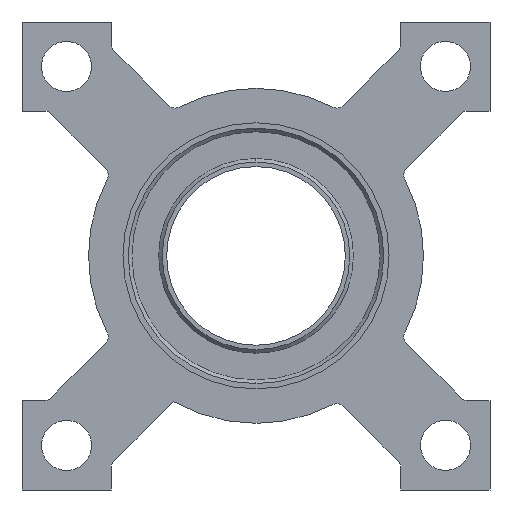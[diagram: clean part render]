
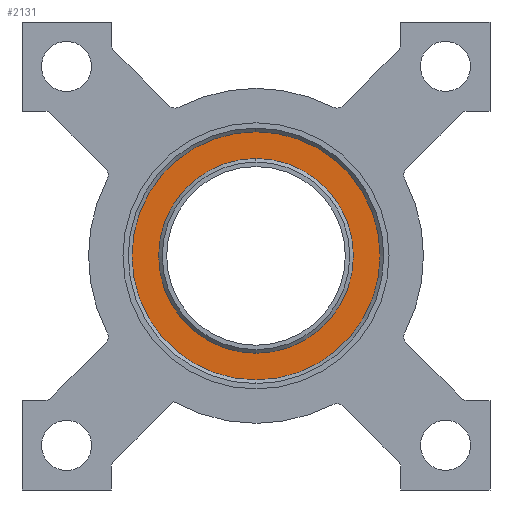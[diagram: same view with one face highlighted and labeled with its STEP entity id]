
A CAD part, front view. The second image highlights one B-rep face of the part: STEP entity #2131.
In plain terms, the highlighted planar face has unit normal (0, -1, 0).
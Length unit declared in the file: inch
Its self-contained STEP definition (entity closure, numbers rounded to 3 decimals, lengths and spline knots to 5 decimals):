
#106 = VERTEX_POINT ( 'NONE', #2533 ) ;
#127 = EDGE_CURVE ( 'NONE', #106, #2349, #755, .T. ) ;
#170 = AXIS2_PLACEMENT_3D ( 'NONE', #2086, #933, #2271 ) ;
#172 = CIRCLE ( 'NONE', #631, 0.3475 ) ;
#375 = PLANE ( 'NONE',  #2021 ) ;
#432 = DIRECTION ( 'NONE',  ( 0., -1., 0. ) ) ;
#488 = EDGE_LOOP ( 'NONE', ( #1321, #654 ) ) ;
#631 = AXIS2_PLACEMENT_3D ( 'NONE', #1061, #2428, #1284 ) ;
#654 = ORIENTED_EDGE ( 'NONE', *, *, #1429, .T. ) ;
#755 = CIRCLE ( 'NONE', #1312, 0.2725 ) ;
#848 = VERTEX_POINT ( 'NONE', #855 ) ;
#855 = CARTESIAN_POINT ( 'NONE',  ( 0., 0.0225, 0.3475 ) ) ;
#933 = DIRECTION ( 'NONE',  ( 0., -1., 0. ) ) ;
#995 = VERTEX_POINT ( 'NONE', #2050 ) ;
#997 = DIRECTION ( 'NONE',  ( 0., 0., -1. ) ) ;
#1061 = CARTESIAN_POINT ( 'NONE',  ( 0., 0.0225, 0. ) ) ;
#1177 = CIRCLE ( 'NONE', #1652, 0.3475 ) ;
#1203 = DIRECTION ( 'NONE',  ( 0., -1., 0. ) ) ;
#1255 = EDGE_LOOP ( 'NONE', ( #2563, #1504 ) ) ;
#1284 = DIRECTION ( 'NONE',  ( 0., 0., 1. ) ) ;
#1312 = AXIS2_PLACEMENT_3D ( 'NONE', #2334, #1203, #2558 ) ;
#1321 = ORIENTED_EDGE ( 'NONE', *, *, #2285, .T. ) ;
#1429 = EDGE_CURVE ( 'NONE', #848, #995, #172, .T. ) ;
#1434 = CARTESIAN_POINT ( 'NONE',  ( 0., 0.0225, 0. ) ) ;
#1504 = ORIENTED_EDGE ( 'NONE', *, *, #1981, .F. ) ;
#1515 = CARTESIAN_POINT ( 'NONE',  ( 0., 0.0225, -0.2725 ) ) ;
#1519 = FACE_OUTER_BOUND ( 'NONE', #488, .T. ) ;
#1652 = AXIS2_PLACEMENT_3D ( 'NONE', #1698, #432, #1874 ) ;
#1698 = CARTESIAN_POINT ( 'NONE',  ( 0., 0.0225, 0. ) ) ;
#1874 = DIRECTION ( 'NONE',  ( 0., 0., 1. ) ) ;
#1981 = EDGE_CURVE ( 'NONE', #2349, #106, #2014, .T. ) ;
#2014 = CIRCLE ( 'NONE', #170, 0.2725 ) ;
#2021 = AXIS2_PLACEMENT_3D ( 'NONE', #1434, #2136, #997 ) ;
#2050 = CARTESIAN_POINT ( 'NONE',  ( 0., 0.0225, -0.3475 ) ) ;
#2086 = CARTESIAN_POINT ( 'NONE',  ( 0., 0.0225, 0. ) ) ;
#2131 = ADVANCED_FACE ( 'NONE', ( #1519, #2440 ), #375, .T. ) ;
#2136 = DIRECTION ( 'NONE',  ( 0., -1., 0. ) ) ;
#2271 = DIRECTION ( 'NONE',  ( 0., 0., -1. ) ) ;
#2285 = EDGE_CURVE ( 'NONE', #995, #848, #1177, .T. ) ;
#2334 = CARTESIAN_POINT ( 'NONE',  ( 0., 0.0225, 0. ) ) ;
#2349 = VERTEX_POINT ( 'NONE', #1515 ) ;
#2428 = DIRECTION ( 'NONE',  ( 0., -1., 0. ) ) ;
#2440 = FACE_BOUND ( 'NONE', #1255, .T. ) ;
#2533 = CARTESIAN_POINT ( 'NONE',  ( 0., 0.0225, 0.2725 ) ) ;
#2558 = DIRECTION ( 'NONE',  ( 0., 0., -1. ) ) ;
#2563 = ORIENTED_EDGE ( 'NONE', *, *, #127, .F. ) ;
